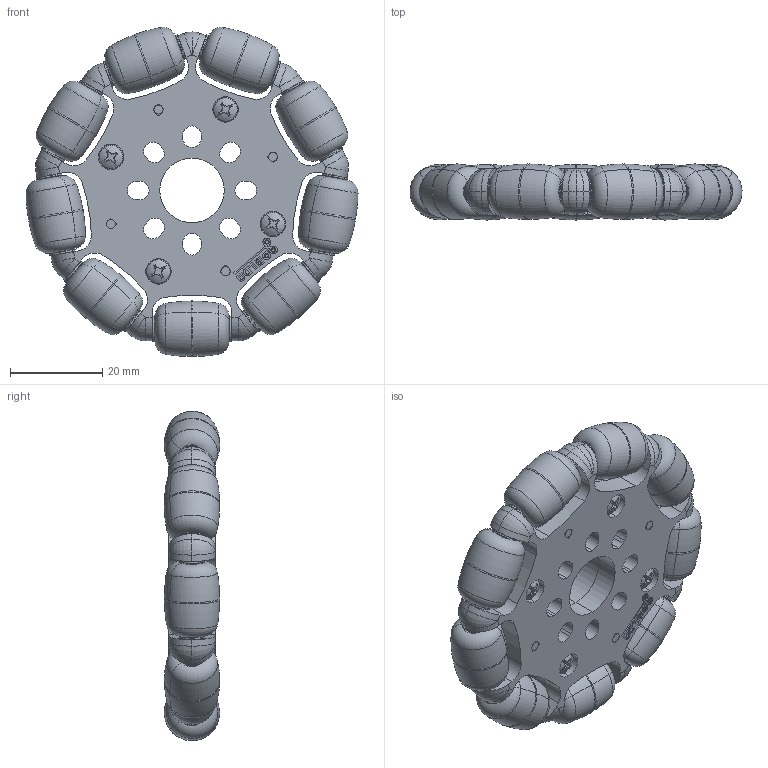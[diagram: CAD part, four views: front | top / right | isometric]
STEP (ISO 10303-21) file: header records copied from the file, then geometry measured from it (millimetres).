
FILE_DESCRIPTION (( 'STEP AP203' ), '1' );
FILE_NAME ('3604-0014-0072 assembly.STEP', '2017-03-31T16:15:54', ( '' ), ( '' ), 'SwSTEP 2.0', 'SolidWorks 2016', '' );
FILE_SCHEMA (( 'CONFIG_CONTROL_DESIGN' ));
Length unit declared in the file: millimetre
Products named in the file (6): 3604-0014-0072 assembly; 3604-0014-0072 bushing; 3604-0014-0072 roller; 3604-0014-0072 shaft; 3604-0014-0072 wheel half; 364 omni wheel screw_99461A110
Assembly tree (37 placements, depth 2):
  3604-0014-0072 assembly
    3604-0014-0072 wheel half  x2
    3604-0014-0072 bushing  x9
    3604-0014-0072 shaft  x9
    3604-0014-0072 roller  x9
    364 omni wheel screw_99461A110  x8
Bounding box: 71.97 x 12.11 x 71.44 mm (x, y, z)
Volume: 30973 mm3; surface area: 27234.2 mm2
Topology: 37 solids, 37 shells, 1640 faces, 4316 edges, 2816 vertices
Faces by surface type: cylinder 596, plane 508, torus 214, bspline 154, cone 152, sphere 16
Entity records: 17620 total; most frequent: CARTESIAN_POINT 5147, ORIENTED_EDGE 2388, DIRECTION 2145, EDGE_CURVE 1194, VERTEX_POINT 789, AXIS2_PLACEMENT_3D 771, LINE 603, VECTOR 603
